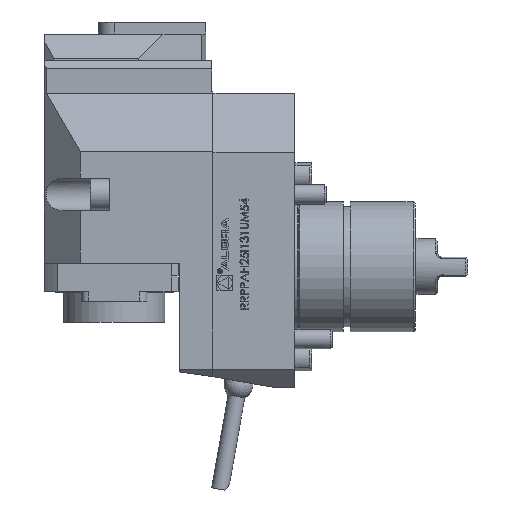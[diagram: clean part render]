
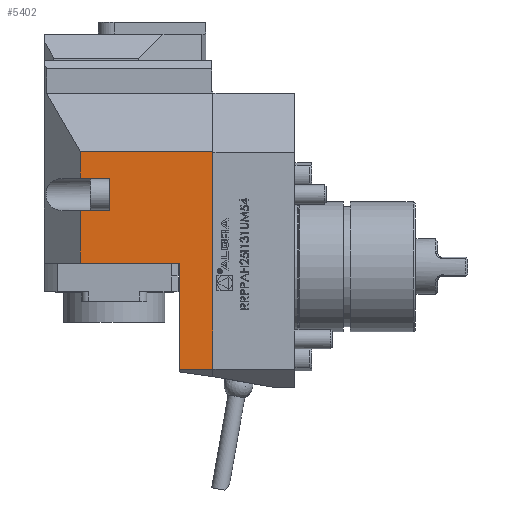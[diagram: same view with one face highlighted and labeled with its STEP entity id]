
A CAD part, left-side view. The second image highlights one B-rep face of the part: STEP entity #5402.
In plain terms, the highlighted planar face has unit normal (-1, 0, 0).
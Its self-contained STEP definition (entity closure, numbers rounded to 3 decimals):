
#528 = EDGE_CURVE ( 'NONE', #5588, #5109, #17433, .T. ) ;
#1171 = DIRECTION ( 'NONE',  ( 0., 0., -1. ) ) ;
#1334 = ORIENTED_EDGE ( 'NONE', *, *, #16833, .T. ) ;
#1397 = VECTOR ( 'NONE', #21612, 1000. ) ;
#1546 = DIRECTION ( 'NONE',  ( 0., 0., -1. ) ) ;
#1592 = VECTOR ( 'NONE', #4573, 1000. ) ;
#1603 = EDGE_CURVE ( 'NONE', #12076, #17937, #19866, .T. ) ;
#1827 = CARTESIAN_POINT ( 'NONE',  ( -45., 0., 47.5 ) ) ;
#1859 = AXIS2_PLACEMENT_3D ( 'NONE', #8888, #9138, #16613 ) ;
#2452 = DIRECTION ( 'NONE',  ( 0., -1., 0. ) ) ;
#2503 = CARTESIAN_POINT ( 'NONE',  ( -45., 55., 1.5 ) ) ;
#2517 = CARTESIAN_POINT ( 'NONE',  ( -45., 0., -50. ) ) ;
#2745 = VECTOR ( 'NONE', #17751, 1000. ) ;
#2816 = VERTEX_POINT ( 'NONE', #24098 ) ;
#3033 = EDGE_CURVE ( 'NONE', #12076, #12846, #20792, .T. ) ;
#3862 = LINE ( 'NONE', #23188, #23257 ) ;
#3928 = EDGE_CURVE ( 'NONE', #23227, #5109, #21893, .T. ) ;
#4452 = CARTESIAN_POINT ( 'NONE',  ( -45., 0., -42.5 ) ) ;
#4500 = ORIENTED_EDGE ( 'NONE', *, *, #16502, .T. ) ;
#4573 = DIRECTION ( 'NONE',  ( 0., 0., 1. ) ) ;
#5109 = VERTEX_POINT ( 'NONE', #8666 ) ;
#5128 = VECTOR ( 'NONE', #9105, 1000. ) ;
#5402 = ADVANCED_FACE ( 'Defeature completata1_150', ( #16865 ), #24388, .T. ) ;
#5427 = ORIENTED_EDGE ( 'NONE', *, *, #528, .T. ) ;
#5441 = CARTESIAN_POINT ( 'NONE',  ( -45., 0., 47.751 ) ) ;
#5588 = VERTEX_POINT ( 'NONE', #6716 ) ;
#6043 = VECTOR ( 'NONE', #19441, 1000. ) ;
#6315 = CARTESIAN_POINT ( 'NONE',  ( -45., 14., -42.5 ) ) ;
#6710 = LINE ( 'NONE', #20366, #5128 ) ;
#6716 = CARTESIAN_POINT ( 'NONE',  ( -45., 55., 47.751 ) ) ;
#7348 = VECTOR ( 'NONE', #1546, 1000. ) ;
#7392 = CARTESIAN_POINT ( 'NONE',  ( -45., 0., 72. ) ) ;
#7769 = ORIENTED_EDGE ( 'NONE', *, *, #1603, .T. ) ;
#8156 = CARTESIAN_POINT ( 'NONE',  ( -45., 43., 36.75 ) ) ;
#8624 = CARTESIAN_POINT ( 'NONE',  ( -45., 43., 23.25 ) ) ;
#8666 = CARTESIAN_POINT ( 'NONE',  ( -45., 55., 36.75 ) ) ;
#8888 = CARTESIAN_POINT ( 'NONE',  ( -45., 41., 0. ) ) ;
#9105 = DIRECTION ( 'NONE',  ( 0., 0., -1. ) ) ;
#9138 = DIRECTION ( 'NONE',  ( -1., 0., 0. ) ) ;
#10138 = ORIENTED_EDGE ( 'NONE', *, *, #17895, .T. ) ;
#10841 = LINE ( 'NONE', #18541, #21892 ) ;
#11008 = ORIENTED_EDGE ( 'NONE', *, *, #24455, .T. ) ;
#11172 = ORIENTED_EDGE ( 'NONE', *, *, #15869, .T. ) ;
#11910 = VECTOR ( 'NONE', #13841, 1000. ) ;
#12076 = VERTEX_POINT ( 'NONE', #1827 ) ;
#12738 = CARTESIAN_POINT ( 'NONE',  ( -45., 70., 47.751 ) ) ;
#12846 = VERTEX_POINT ( 'NONE', #23077 ) ;
#13514 = VECTOR ( 'NONE', #16374, 1000. ) ;
#13565 = LINE ( 'NONE', #4452, #2745 ) ;
#13764 = VERTEX_POINT ( 'NONE', #22823 ) ;
#13779 = ORIENTED_EDGE ( 'NONE', *, *, #3928, .F. ) ;
#13841 = DIRECTION ( 'NONE',  ( 0., 1., 0. ) ) ;
#14790 = ORIENTED_EDGE ( 'NONE', *, *, #20373, .T. ) ;
#15245 = LINE ( 'NONE', #2503, #1397 ) ;
#15869 = EDGE_CURVE ( 'NONE', #17394, #13764, #15245, .T. ) ;
#16241 = LINE ( 'NONE', #8624, #13514 ) ;
#16267 = VERTEX_POINT ( 'NONE', #17615 ) ;
#16312 = ORIENTED_EDGE ( 'NONE', *, *, #16964, .F. ) ;
#16374 = DIRECTION ( 'NONE',  ( 0., 1., 0. ) ) ;
#16502 = EDGE_CURVE ( 'NONE', #2816, #23425, #6710, .T. ) ;
#16526 = DIRECTION ( 'NONE',  ( 0., -1., 0. ) ) ;
#16613 = DIRECTION ( 'NONE',  ( 0., 0., 1. ) ) ;
#16833 = EDGE_CURVE ( 'NONE', #13764, #2816, #3862, .T. ) ;
#16865 = FACE_OUTER_BOUND ( 'NONE', #23875, .T. ) ;
#16964 = EDGE_CURVE ( 'NONE', #5588, #17937, #19917, .T. ) ;
#17051 = CARTESIAN_POINT ( 'NONE',  ( -45., 55., 1.5 ) ) ;
#17336 = ORIENTED_EDGE ( 'NONE', *, *, #3033, .F. ) ;
#17394 = VERTEX_POINT ( 'NONE', #21727 ) ;
#17433 = LINE ( 'NONE', #17051, #6043 ) ;
#17615 = CARTESIAN_POINT ( 'NONE',  ( -45., 43., 23.25 ) ) ;
#17751 = DIRECTION ( 'NONE',  ( 0., -1., 0. ) ) ;
#17895 = EDGE_CURVE ( 'NONE', #16267, #17394, #16241, .T. ) ;
#17937 = VERTEX_POINT ( 'NONE', #5441 ) ;
#18541 = CARTESIAN_POINT ( 'NONE',  ( -45., 43., 0. ) ) ;
#19441 = DIRECTION ( 'NONE',  ( 0., 0., -1. ) ) ;
#19866 = LINE ( 'NONE', #2517, #1592 ) ;
#19917 = LINE ( 'NONE', #12738, #23651 ) ;
#20366 = CARTESIAN_POINT ( 'NONE',  ( -45., 14., 1.5 ) ) ;
#20373 = EDGE_CURVE ( 'NONE', #23227, #16267, #10841, .T. ) ;
#20792 = LINE ( 'NONE', #7392, #7348 ) ;
#21612 = DIRECTION ( 'NONE',  ( 0., 0., -1. ) ) ;
#21727 = CARTESIAN_POINT ( 'NONE',  ( -45., 55., 23.25 ) ) ;
#21892 = VECTOR ( 'NONE', #1171, 1000. ) ;
#21893 = LINE ( 'NONE', #8156, #11910 ) ;
#22504 = CARTESIAN_POINT ( 'NONE',  ( -45., 43., 36.75 ) ) ;
#22823 = CARTESIAN_POINT ( 'NONE',  ( -45., 55., 1.5 ) ) ;
#23077 = CARTESIAN_POINT ( 'NONE',  ( -45., 0., -42.5 ) ) ;
#23188 = CARTESIAN_POINT ( 'NONE',  ( -45., 70., 1.5 ) ) ;
#23227 = VERTEX_POINT ( 'NONE', #22504 ) ;
#23257 = VECTOR ( 'NONE', #2452, 1000. ) ;
#23425 = VERTEX_POINT ( 'NONE', #6315 ) ;
#23651 = VECTOR ( 'NONE', #16526, 1000. ) ;
#23875 = EDGE_LOOP ( 'NONE', ( #13779, #14790, #10138, #11172, #1334, #4500, #11008, #17336, #7769, #16312, #5427 ) ) ;
#24098 = CARTESIAN_POINT ( 'NONE',  ( -45., 14., 1.5 ) ) ;
#24388 = PLANE ( 'NONE',  #1859 ) ;
#24455 = EDGE_CURVE ( 'NONE', #23425, #12846, #13565, .T. ) ;
